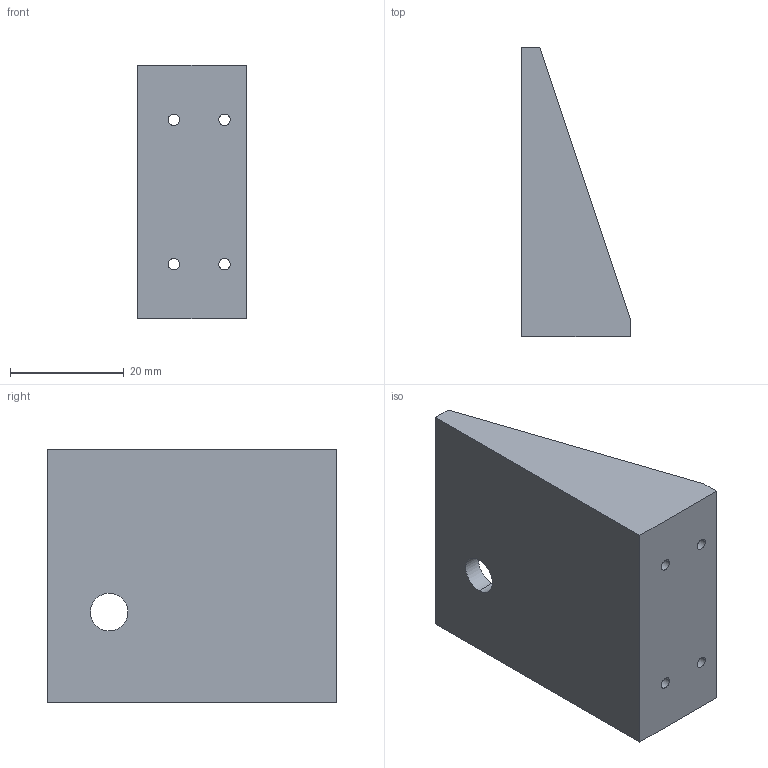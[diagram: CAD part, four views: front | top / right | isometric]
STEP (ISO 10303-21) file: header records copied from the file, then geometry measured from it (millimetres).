
FILE_DESCRIPTION (( 'STEP AP214' ), '1' );
FILE_NAME ('2xSweeper drive shaft bracket.STEP', '2024-06-19T22:17:24', ( '' ), ( '' ), 'SwSTEP 2.0', 'SolidWorks 2023', '' );
FILE_SCHEMA (( 'AUTOMOTIVE_DESIGN' ));
Length unit declared in the file: inch
Products named in the file (1): 2xSweeper drive shaft bracket
Bounding box: 19.05 x 50.8 x 44.45 mm (x, y, z)
Volume: 11661.6 mm3; surface area: 8112.7 mm2
Topology: 1 solids, 1 shells, 22 faces, 56 edges, 36 vertices
Faces by surface type: plane 12, cylinder 10
Entity records: 715 total; most frequent: DIRECTION 122, CARTESIAN_POINT 115, ORIENTED_EDGE 112, EDGE_CURVE 56, AXIS2_PLACEMENT_3D 43, VECTOR 36, VERTEX_POINT 36, LINE 36
